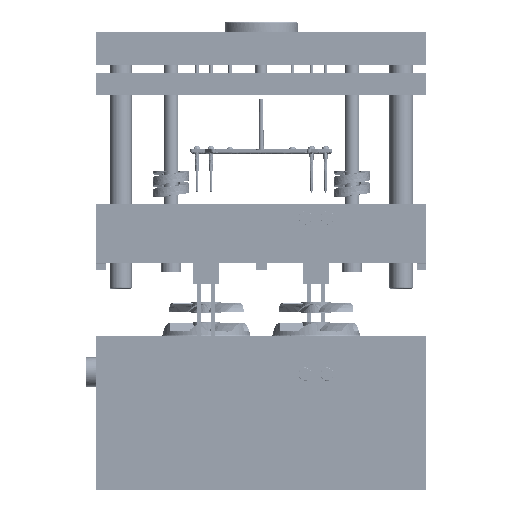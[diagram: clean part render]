
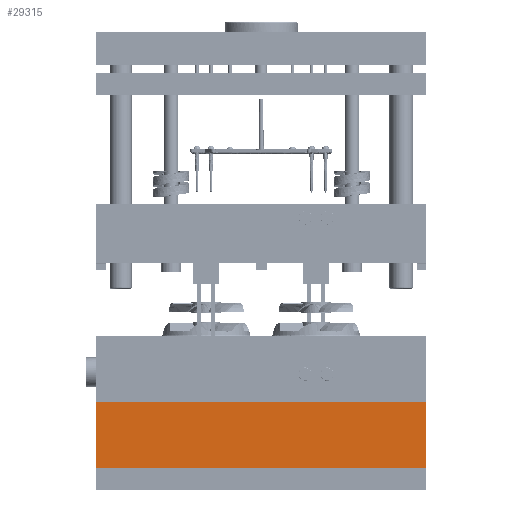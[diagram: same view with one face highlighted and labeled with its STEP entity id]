
A CAD part, left-side view. The second image highlights one B-rep face of the part: STEP entity #29315.
In plain terms, the highlighted free-form (B-spline) face has degree [1, 1] with [2, 2] control points.
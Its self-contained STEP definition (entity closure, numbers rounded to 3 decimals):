
#29291 = EDGE_CURVE('',#29292,#29294,#29296,.T.);
#29292 = VERTEX_POINT('',#29293);
#29293 = CARTESIAN_POINT('',(-185.441,278.162,
    -346.157));
#29294 = VERTEX_POINT('',#29295);
#29295 = CARTESIAN_POINT('',(-185.441,278.162,
    -234.892));
#29296 = B_SPLINE_CURVE_WITH_KNOTS('',1,(#29297,#29298),.UNSPECIFIED.,
  .F.,.F.,(2,2),(0.,90.),.PIECEWISE_BEZIER_KNOTS.);
#29297 = CARTESIAN_POINT('',(-185.441,278.162,
    -346.157));
#29298 = CARTESIAN_POINT('',(-185.441,278.162,
    -234.892));
#29315 = ADVANCED_FACE('',(#29316),#29338,.T.);
#29316 = FACE_BOUND('',#29317,.T.);
#29317 = EDGE_LOOP('',(#29318,#29327,#29332,#29333));
#29318 = ORIENTED_EDGE('',*,*,#29319,.T.);
#29319 = EDGE_CURVE('',#29320,#29322,#29324,.T.);
#29320 = VERTEX_POINT('',#29321);
#29321 = CARTESIAN_POINT('',(-185.441,-278.162,
    -346.157));
#29322 = VERTEX_POINT('',#29323);
#29323 = CARTESIAN_POINT('',(-185.441,-278.162,
    -234.892));
#29324 = B_SPLINE_CURVE_WITH_KNOTS('',1,(#29325,#29326),.UNSPECIFIED.,
  .F.,.F.,(2,2),(0.,90.),.PIECEWISE_BEZIER_KNOTS.);
#29325 = CARTESIAN_POINT('',(-185.441,-278.162,
    -346.157));
#29326 = CARTESIAN_POINT('',(-185.441,-278.162,
    -234.892));
#29327 = ORIENTED_EDGE('',*,*,#29328,.T.);
#29328 = EDGE_CURVE('',#29322,#29294,#29329,.T.);
#29329 = B_SPLINE_CURVE_WITH_KNOTS('',1,(#29330,#29331),.UNSPECIFIED.,
  .F.,.F.,(2,2),(-225.,225.),.PIECEWISE_BEZIER_KNOTS.);
#29330 = CARTESIAN_POINT('',(-185.441,-278.162,
    -234.892));
#29331 = CARTESIAN_POINT('',(-185.441,278.162,
    -234.892));
#29332 = ORIENTED_EDGE('',*,*,#29291,.F.);
#29333 = ORIENTED_EDGE('',*,*,#29334,.T.);
#29334 = EDGE_CURVE('',#29292,#29320,#29335,.T.);
#29335 = B_SPLINE_CURVE_WITH_KNOTS('',1,(#29336,#29337),.UNSPECIFIED.,
  .F.,.F.,(2,2),(-225.,225.),.PIECEWISE_BEZIER_KNOTS.);
#29336 = CARTESIAN_POINT('',(-185.441,278.162,
    -346.157));
#29337 = CARTESIAN_POINT('',(-185.441,-278.162,
    -346.157));
#29338 = B_SPLINE_SURFACE_WITH_KNOTS('',1,1,(
    (#29339,#29340)
    ,(#29341,#29342
    )),.UNSPECIFIED.,.F.,.F.,.F.,(2,2),(2,2),(0.,90.),(-225.,225.),
  .PIECEWISE_BEZIER_KNOTS.);
#29339 = CARTESIAN_POINT('',(-185.441,-278.162,
    -346.157));
#29340 = CARTESIAN_POINT('',(-185.441,278.162,
    -346.157));
#29341 = CARTESIAN_POINT('',(-185.441,-278.162,
    -234.892));
#29342 = CARTESIAN_POINT('',(-185.441,278.162,
    -234.892));
